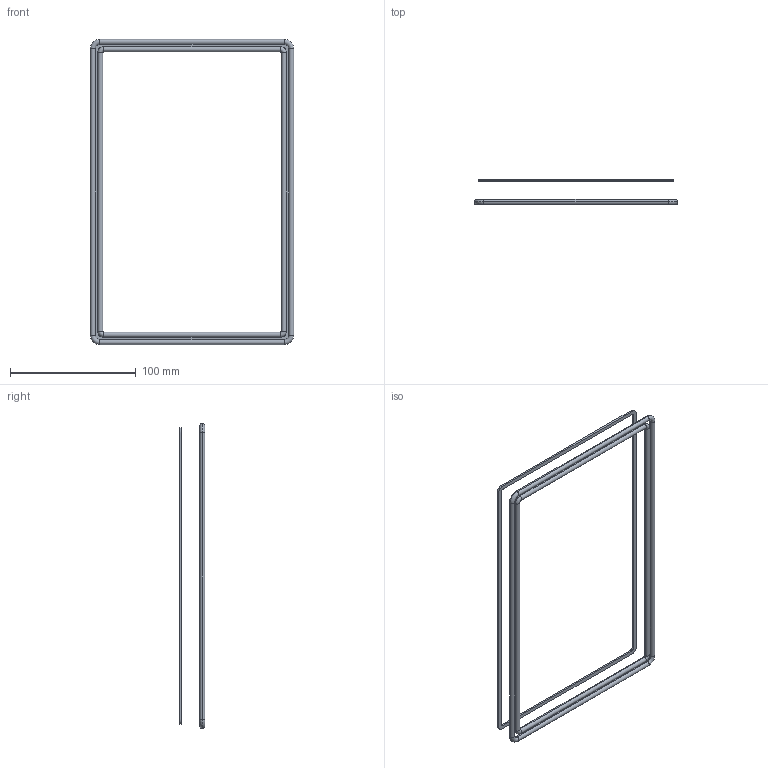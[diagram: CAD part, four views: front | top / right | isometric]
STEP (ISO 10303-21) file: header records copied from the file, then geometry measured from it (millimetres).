
FILE_DESCRIPTION (( 'STEP AP214' ), '1' );
FILE_NAME ('101783~0.STEP', '2020-05-19T09:13:15', ( '' ), ( '' ), 'SwSTEP 2.0', 'SolidWorks 2018', '' );
FILE_SCHEMA (( 'AUTOMOTIVE_DESIGN' ));
Length unit declared in the file: millimetre
Products named in the file (4): 48399~0_S; 48398~0_S; 101783~0; 48396~0_S
Assembly tree (3 placements, depth 2):
  101783~0
    48396~0_S
    48398~0_S
    48399~0_S
Bounding box: 161.6 x 20.2 x 242.6 mm (x, y, z)
Volume: 22595.7 mm3; surface area: 26036.7 mm2
Topology: 3 solids, 3 shells, 50 faces, 112 edges, 64 vertices
Faces by surface type: cylinder 24, torus 16, plane 10
Entity records: 1550 total; most frequent: DIRECTION 288, CARTESIAN_POINT 232, ORIENTED_EDGE 224, AXIS2_PLACEMENT_3D 120, EDGE_CURVE 112, CIRCLE 64, VERTEX_POINT 64, EDGE_LOOP 52
